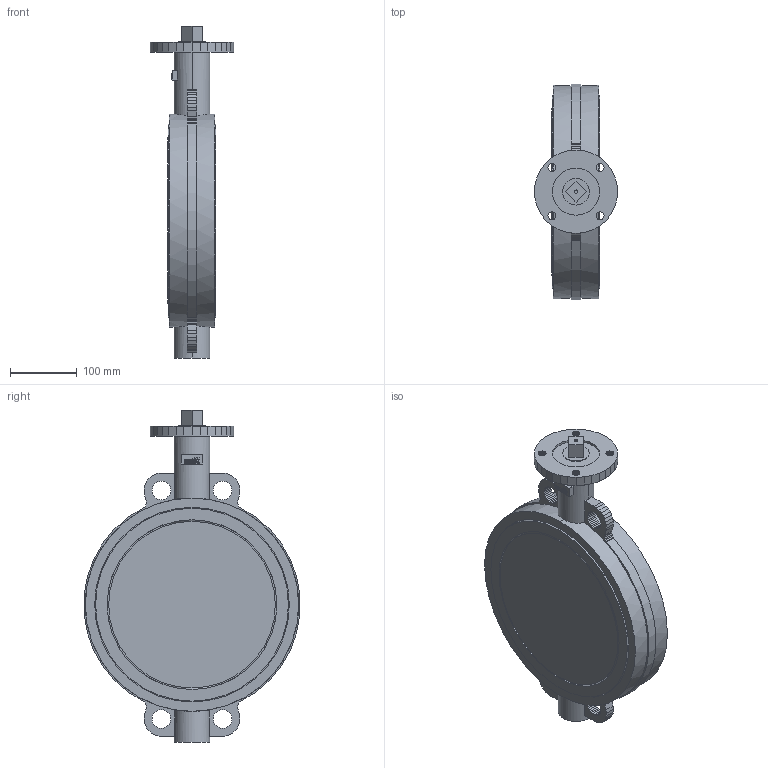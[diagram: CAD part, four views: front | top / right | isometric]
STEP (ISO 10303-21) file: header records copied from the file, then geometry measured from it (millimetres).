
FILE_DESCRIPTION(('no description'),'unknown implementation level');
FILE_NAME('Belimo_D6250N_3D.stp',' ',('pit-cup GmbH'),('CADClick - KiM GmbH - www.kimweb.de'),'unknown preprocess','ACIS','unknown authorization');
FILE_SCHEMA(('automotive_design'));
Length unit declared in the file: millimetre
Products named in the file (3): 1; 2; 3
Bounding box: 125 x 323.83 x 498.1 mm (x, y, z)
Volume: 3398981.4 mm3; surface area: 591658.9 mm2
Topology: 3 solids, 3 shells, 622 faces, 1750 edges, 1168 vertices
Faces by surface type: plane 527, cylinder 91, cone 4
Entity records: 40822 total; most frequent: CARTESIAN_POINT 4947, STYLED_ITEM 3543, PRESENTATION_STYLE_ASSIGNMENT 3543, COLOUR_RGB 3543, ORIENTED_EDGE 3500, DIRECTION 3148, EDGE_CURVE 1750, CURVE_STYLE 1750
